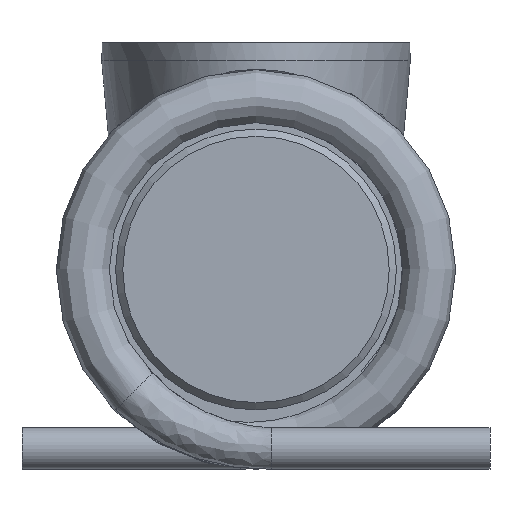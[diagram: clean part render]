
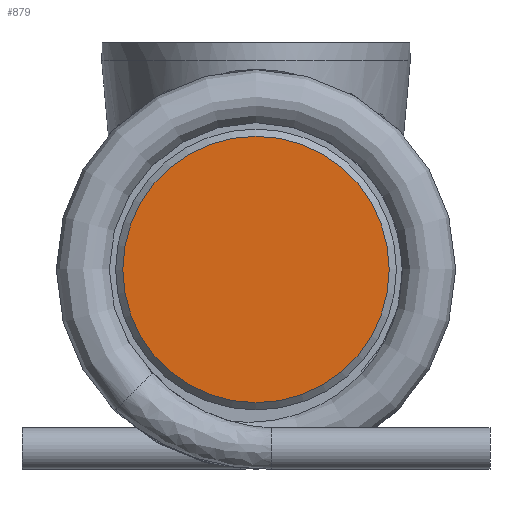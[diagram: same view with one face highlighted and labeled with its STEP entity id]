
A CAD part, front view. The second image highlights one B-rep face of the part: STEP entity #879.
In plain terms, the highlighted planar face has unit normal (0, -1, 0).
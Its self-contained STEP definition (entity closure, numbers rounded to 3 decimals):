
#191=PLANE('',#1088);
#204=ORIENTED_EDGE('',*,*,#486,.T.);
#486=EDGE_CURVE('',#627,#627,#732,.F.);
#627=VERTEX_POINT('',#1276);
#732=CIRCLE('',#1089,3.7);
#748=EDGE_LOOP('',(#204));
#806=FACE_BOUND('',#748,.T.);
#879=ADVANCED_FACE('',(#806),#191,.F.);
#1088=AXIS2_PLACEMENT_3D('',#1274,#1148,#1149);
#1089=AXIS2_PLACEMENT_3D('',#1275,#1150,#1151);
#1148=DIRECTION('',(0.,1.,0.));
#1149=DIRECTION('',(0.,0.,1.));
#1150=DIRECTION('',(0.,1.,0.));
#1151=DIRECTION('',(0.,0.,1.));
#1274=CARTESIAN_POINT('',(0.,-12.5,0.));
#1275=CARTESIAN_POINT('',(0.,-12.5,0.));
#1276=CARTESIAN_POINT('',(0.,-12.5,3.7));
